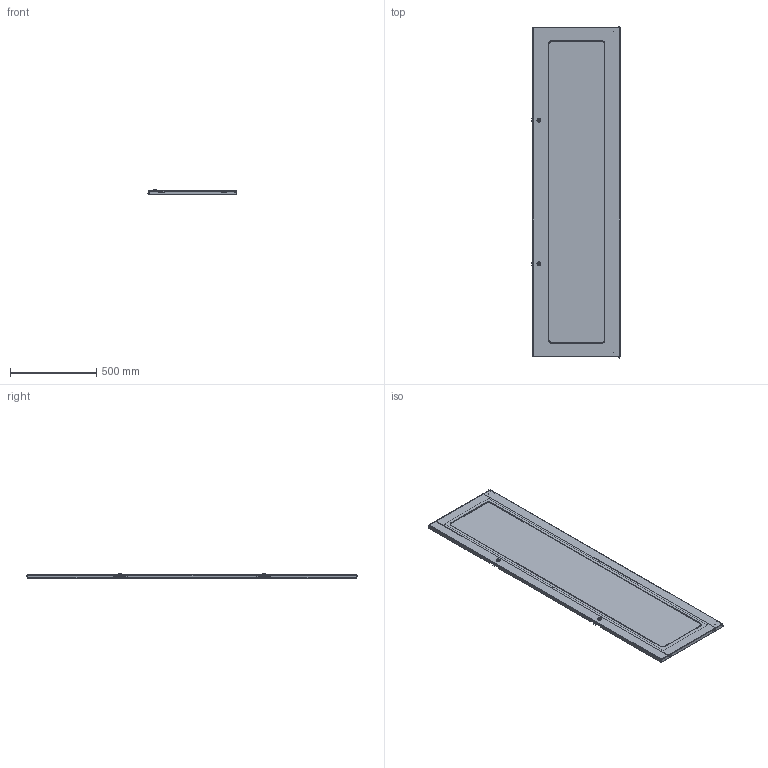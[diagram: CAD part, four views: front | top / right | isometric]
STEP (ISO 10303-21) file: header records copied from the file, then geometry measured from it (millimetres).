
FILE_DESCRIPTION (( 'STEP AP203' ), '1' );
FILE_NAME ('LE05-42U6X-DR.STEP', '2025-08-05T10:56:24', ( '' ), ( '' ), 'SwSTEP 2.0', 'SolidWorks 2022', '' );
FILE_SCHEMA (( 'CONFIG_CONTROL_DESIGN' ));
Length unit declared in the file: millimetre
Products named in the file (1): LE05-42U6X-DR
Bounding box: 513 x 1921 x 26.8 mm (x, y, z)
Surface area: 2526519.2 mm2 (no closed solid volume)
Topology: 0 solids, 26 shells, 187 faces, 743 edges, 558 vertices
Faces by surface type: plane 84, cylinder 78, cone 12, torus 9, sphere 4
Entity records: 8302 total; most frequent: CARTESIAN_POINT 1979, DIRECTION 1366, ORIENTED_EDGE 1046, EDGE_CURVE 741, VERTEX_POINT 558, AXIS2_PLACEMENT_3D 465, VECTOR 436, LINE 436
